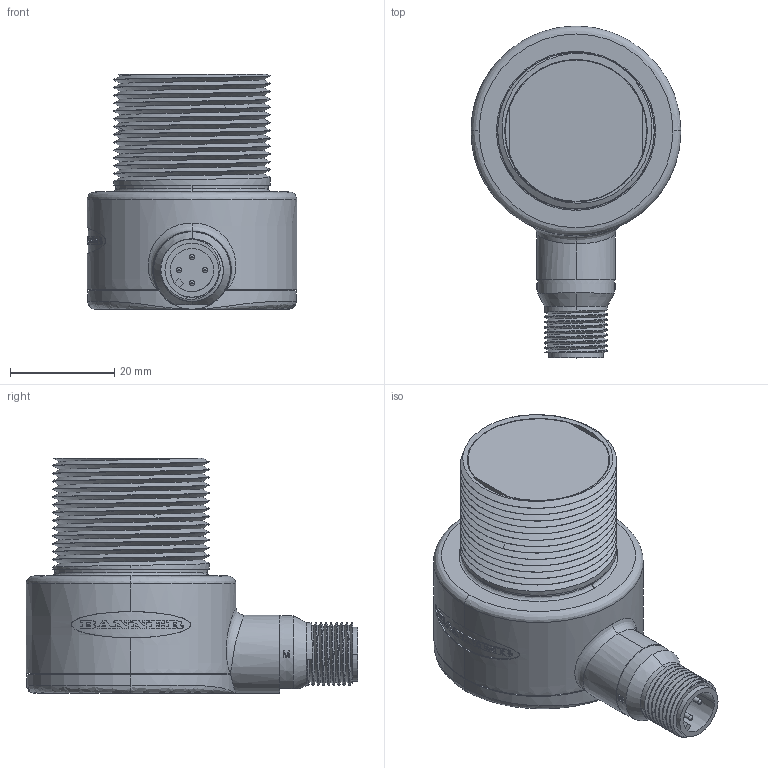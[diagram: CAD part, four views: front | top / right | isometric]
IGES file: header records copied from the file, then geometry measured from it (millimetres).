
Start section:  PTC IGES file: 155325.igs
Global section: file name: 155325.igs; native system: Pro/ENGINEER by Parametric Technology Corporation; preprocessor: 2009141; author: banengservice; organization: Unknown; date: 20101222.125734; units: inch
Bounding box: 40.18 x 63.56 x 45.05 mm (x, y, z)
Volume: 12032.8 mm3; surface area: 21702.7 mm2
Topology: 2 solids, 3 shells, 623 faces, 1632 edges, 1064 vertices
Faces by surface type: revolution 351, bspline 270, extrusion 2
